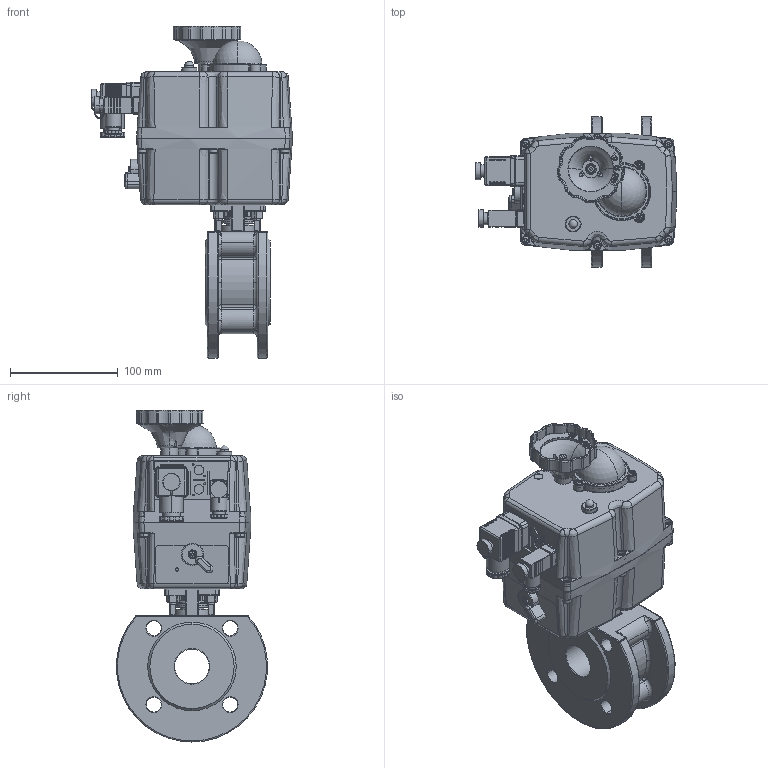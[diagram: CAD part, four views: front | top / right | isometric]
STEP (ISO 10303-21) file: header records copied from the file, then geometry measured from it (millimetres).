
FILE_DESCRIPTION(('HOOPS Exchange Step'),'2;1');
FILE_NAME('EK06_DN32.stp','2025-05-16T15:40:07+02:00',('nieru'),('Unknown organisation'),'HOOPS Exchange 2024.2','HOOPS Exchange','Unknown authorisation');
FILE_SCHEMA( ('AP203_CONFIGURATION_CONTROLLED_3D_DESIGN_OF_MECHANICAL_PARTS_AND_ASSEMBLIES_MIM_LF') );
Length unit declared in the file: millimetre
Products named in the file (5): 0; root
Assembly tree (4 placements, depth 4):
  root
    0
      0
        0
        0
Bounding box: 186.19 x 139.61 x 307.45 mm (x, y, z)
Volume: 2186842.1 mm3; surface area: 300523.4 mm2
Topology: 53 solids, 53 shells, 3926 faces, 9751 edges, 5893 vertices
Faces by surface type: cylinder 1378, plane 817, bspline 808, torus 673, cone 189, sphere 61
Full cylindrical faces by diameter (mm): 2.204 x3, 7.825 x1, 11 x1, 11.516 x1, 14 x2, 14.894 x1, 16.5 x1, 30 x1, 32 x1, 45 x1
Entity records: 206435 total; most frequent: CARTESIAN_POINT 123395, ORIENTED_EDGE 19324, DIRECTION 14134, EDGE_CURVE 9662, VERTEX_POINT 5893, AXIS2_PLACEMENT_3D 5831, EDGE_LOOP 4115, FACE_BOUND 4115
